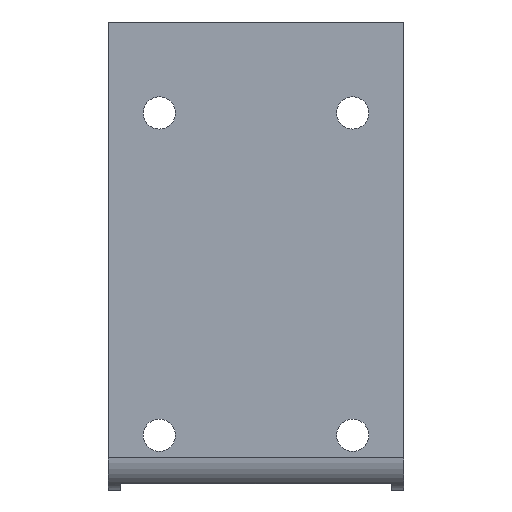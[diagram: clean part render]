
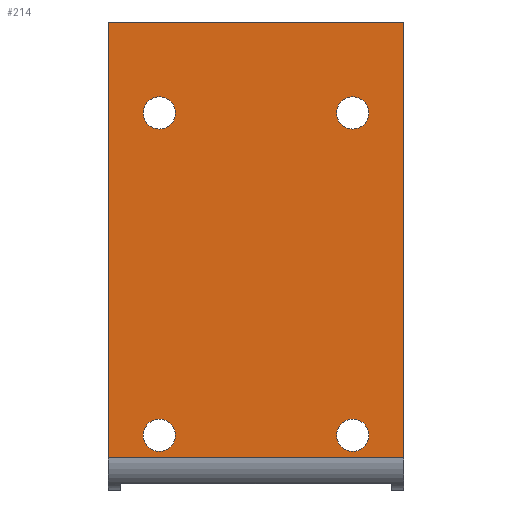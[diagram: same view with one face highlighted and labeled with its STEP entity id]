
A CAD part, left-side view. The second image highlights one B-rep face of the part: STEP entity #214.
In plain terms, the highlighted planar face has unit normal (-1, 0, 0).
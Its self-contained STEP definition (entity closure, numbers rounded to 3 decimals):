
#3 = LINE ( 'NONE', #321, #856 ) ;
#6 = ORIENTED_EDGE ( 'NONE', *, *, #557, .T. ) ;
#33 = FACE_BOUND ( 'NONE', #747, .T. ) ;
#45 = VECTOR ( 'NONE', #529, 1000. ) ;
#48 = CARTESIAN_POINT ( 'NONE',  ( -22.716, 37.955, 18.387 ) ) ;
#50 = EDGE_LOOP ( 'NONE', ( #276, #471 ) ) ;
#56 = DIRECTION ( 'NONE',  ( 1., 0., 0. ) ) ;
#79 = VERTEX_POINT ( 'NONE', #646 ) ;
#84 = CIRCLE ( 'NONE', #810, 2.5 ) ;
#94 = DIRECTION ( 'NONE',  ( 0., 0., -1. ) ) ;
#98 = DIRECTION ( 'NONE',  ( 1., 0., 0. ) ) ;
#101 = ORIENTED_EDGE ( 'NONE', *, *, #578, .T. ) ;
#107 = VECTOR ( 'NONE', #875, 1000. ) ;
#122 = DIRECTION ( 'NONE',  ( 1., 0., 0. ) ) ;
#123 = LINE ( 'NONE', #453, #765 ) ;
#132 = CARTESIAN_POINT ( 'NONE',  ( -22.716, 45.91, -37.613 ) ) ;
#142 = EDGE_CURVE ( 'NONE', #149, #79, #3, .T. ) ;
#149 = VERTEX_POINT ( 'NONE', #132 ) ;
#152 = CARTESIAN_POINT ( 'NONE',  ( -22.716, 7.955, -34.113 ) ) ;
#154 = CARTESIAN_POINT ( 'NONE',  ( -22.716, 7.955, -34.113 ) ) ;
#179 = ORIENTED_EDGE ( 'NONE', *, *, #379, .T. ) ;
#181 = DIRECTION ( 'NONE',  ( 0., 0., -1. ) ) ;
#182 = EDGE_CURVE ( 'NONE', #329, #850, #479, .T. ) ;
#190 = CARTESIAN_POINT ( 'NONE',  ( -22.716, 45.91, -70. ) ) ;
#196 = CARTESIAN_POINT ( 'NONE',  ( -22.716, 37.955, -34.113 ) ) ;
#214 = ADVANCED_FACE ( 'NONE', ( #828, #609, #746, #33, #610 ), #325, .F. ) ;
#227 = EDGE_CURVE ( 'NONE', #339, #623, #334, .T. ) ;
#229 = DIRECTION ( 'NONE',  ( 1., 0., 0. ) ) ;
#258 = VERTEX_POINT ( 'NONE', #589 ) ;
#265 = CARTESIAN_POINT ( 'NONE',  ( -22.716, 0., -70. ) ) ;
#267 = EDGE_LOOP ( 'NONE', ( #101, #657 ) ) ;
#276 = ORIENTED_EDGE ( 'NONE', *, *, #182, .T. ) ;
#290 = CARTESIAN_POINT ( 'NONE',  ( -22.716, 0., -37.613 ) ) ;
#297 = EDGE_CURVE ( 'NONE', #149, #446, #123, .T. ) ;
#317 = DIRECTION ( 'NONE',  ( 1., 0., 0. ) ) ;
#321 = CARTESIAN_POINT ( 'NONE',  ( -22.716, 45.91, -70. ) ) ;
#323 = AXIS2_PLACEMENT_3D ( 'NONE', #774, #555, #422 ) ;
#325 = PLANE ( 'NONE',  #683 ) ;
#329 = VERTEX_POINT ( 'NONE', #814 ) ;
#334 = CIRCLE ( 'NONE', #536, 2.5 ) ;
#339 = VERTEX_POINT ( 'NONE', #457 ) ;
#345 = ORIENTED_EDGE ( 'NONE', *, *, #490, .T. ) ;
#368 = ORIENTED_EDGE ( 'NONE', *, *, #369, .F. ) ;
#369 = EDGE_CURVE ( 'NONE', #79, #401, #807, .T. ) ;
#379 = EDGE_CURVE ( 'NONE', #862, #645, #618, .T. ) ;
#401 = VERTEX_POINT ( 'NONE', #538 ) ;
#405 = CIRCLE ( 'NONE', #323, 2.5 ) ;
#421 = DIRECTION ( 'NONE',  ( 1., 0., 0. ) ) ;
#422 = DIRECTION ( 'NONE',  ( 0., 0., -1. ) ) ;
#431 = CARTESIAN_POINT ( 'NONE',  ( -22.716, 37.955, 15.887 ) ) ;
#444 = DIRECTION ( 'NONE',  ( 0., 0., 1. ) ) ;
#446 = VERTEX_POINT ( 'NONE', #290 ) ;
#453 = CARTESIAN_POINT ( 'NONE',  ( -22.716, 45.91, -37.613 ) ) ;
#457 = CARTESIAN_POINT ( 'NONE',  ( -22.716, 37.955, -36.613 ) ) ;
#471 = ORIENTED_EDGE ( 'NONE', *, *, #552, .T. ) ;
#478 = CARTESIAN_POINT ( 'NONE',  ( -22.716, 7.955, -36.613 ) ) ;
#479 = CIRCLE ( 'NONE', #634, 2.5 ) ;
#490 = EDGE_CURVE ( 'NONE', #645, #862, #527, .T. ) ;
#500 = DIRECTION ( 'NONE',  ( 0., 0., -1. ) ) ;
#527 = CIRCLE ( 'NONE', #794, 2.5 ) ;
#529 = DIRECTION ( 'NONE',  ( 0., -1., 0. ) ) ;
#536 = AXIS2_PLACEMENT_3D ( 'NONE', #196, #650, #658 ) ;
#538 = CARTESIAN_POINT ( 'NONE',  ( -22.716, 0., 30. ) ) ;
#548 = DIRECTION ( 'NONE',  ( 0., 0., -1. ) ) ;
#552 = EDGE_CURVE ( 'NONE', #850, #329, #405, .T. ) ;
#554 = ORIENTED_EDGE ( 'NONE', *, *, #142, .F. ) ;
#555 = DIRECTION ( 'NONE',  ( 1., 0., 0. ) ) ;
#557 = EDGE_CURVE ( 'NONE', #623, #339, #787, .T. ) ;
#560 = DIRECTION ( 'NONE',  ( 0., 0., -1. ) ) ;
#578 = EDGE_CURVE ( 'NONE', #258, #705, #84, .T. ) ;
#587 = LINE ( 'NONE', #265, #107 ) ;
#589 = CARTESIAN_POINT ( 'NONE',  ( -22.716, 37.955, 13.387 ) ) ;
#591 = ORIENTED_EDGE ( 'NONE', *, *, #297, .T. ) ;
#595 = DIRECTION ( 'NONE',  ( 0., 0., -1. ) ) ;
#609 = FACE_BOUND ( 'NONE', #267, .T. ) ;
#610 = FACE_OUTER_BOUND ( 'NONE', #759, .T. ) ;
#616 = DIRECTION ( 'NONE',  ( 0., 0., -1. ) ) ;
#618 = CIRCLE ( 'NONE', #823, 2.5 ) ;
#623 = VERTEX_POINT ( 'NONE', #776 ) ;
#626 = CARTESIAN_POINT ( 'NONE',  ( -22.716, 37.955, -34.113 ) ) ;
#634 = AXIS2_PLACEMENT_3D ( 'NONE', #654, #122, #500 ) ;
#645 = VERTEX_POINT ( 'NONE', #478 ) ;
#646 = CARTESIAN_POINT ( 'NONE',  ( -22.716, 45.91, 30. ) ) ;
#650 = DIRECTION ( 'NONE',  ( 1., 0., 0. ) ) ;
#654 = CARTESIAN_POINT ( 'NONE',  ( -22.716, 7.955, 15.887 ) ) ;
#657 = ORIENTED_EDGE ( 'NONE', *, *, #813, .T. ) ;
#658 = DIRECTION ( 'NONE',  ( 0., 0., -1. ) ) ;
#661 = CARTESIAN_POINT ( 'NONE',  ( -22.716, 7.955, 18.387 ) ) ;
#681 = DIRECTION ( 'NONE',  ( 0., -1., 0. ) ) ;
#683 = AXIS2_PLACEMENT_3D ( 'NONE', #190, #56, #595 ) ;
#684 = EDGE_LOOP ( 'NONE', ( #345, #179 ) ) ;
#694 = AXIS2_PLACEMENT_3D ( 'NONE', #431, #317, #181 ) ;
#705 = VERTEX_POINT ( 'NONE', #48 ) ;
#707 = CARTESIAN_POINT ( 'NONE',  ( -22.716, 37.955, 15.887 ) ) ;
#715 = AXIS2_PLACEMENT_3D ( 'NONE', #626, #421, #94 ) ;
#728 = ORIENTED_EDGE ( 'NONE', *, *, #839, .T. ) ;
#734 = CARTESIAN_POINT ( 'NONE',  ( -22.716, 7.955, -31.613 ) ) ;
#746 = FACE_BOUND ( 'NONE', #50, .T. ) ;
#747 = EDGE_LOOP ( 'NONE', ( #860, #6 ) ) ;
#759 = EDGE_LOOP ( 'NONE', ( #554, #591, #728, #368 ) ) ;
#765 = VECTOR ( 'NONE', #681, 1000. ) ;
#774 = CARTESIAN_POINT ( 'NONE',  ( -22.716, 7.955, 15.887 ) ) ;
#775 = CIRCLE ( 'NONE', #694, 2.5 ) ;
#776 = CARTESIAN_POINT ( 'NONE',  ( -22.716, 37.955, -31.613 ) ) ;
#787 = CIRCLE ( 'NONE', #715, 2.5 ) ;
#794 = AXIS2_PLACEMENT_3D ( 'NONE', #152, #824, #548 ) ;
#807 = LINE ( 'NONE', #878, #45 ) ;
#810 = AXIS2_PLACEMENT_3D ( 'NONE', #707, #98, #560 ) ;
#813 = EDGE_CURVE ( 'NONE', #705, #258, #775, .T. ) ;
#814 = CARTESIAN_POINT ( 'NONE',  ( -22.716, 7.955, 13.387 ) ) ;
#823 = AXIS2_PLACEMENT_3D ( 'NONE', #154, #229, #616 ) ;
#824 = DIRECTION ( 'NONE',  ( 1., 0., 0. ) ) ;
#828 = FACE_BOUND ( 'NONE', #684, .T. ) ;
#839 = EDGE_CURVE ( 'NONE', #446, #401, #587, .T. ) ;
#850 = VERTEX_POINT ( 'NONE', #661 ) ;
#856 = VECTOR ( 'NONE', #444, 1000. ) ;
#860 = ORIENTED_EDGE ( 'NONE', *, *, #227, .T. ) ;
#862 = VERTEX_POINT ( 'NONE', #734 ) ;
#875 = DIRECTION ( 'NONE',  ( 0., 0., 1. ) ) ;
#878 = CARTESIAN_POINT ( 'NONE',  ( -22.716, 45.91, 30. ) ) ;
